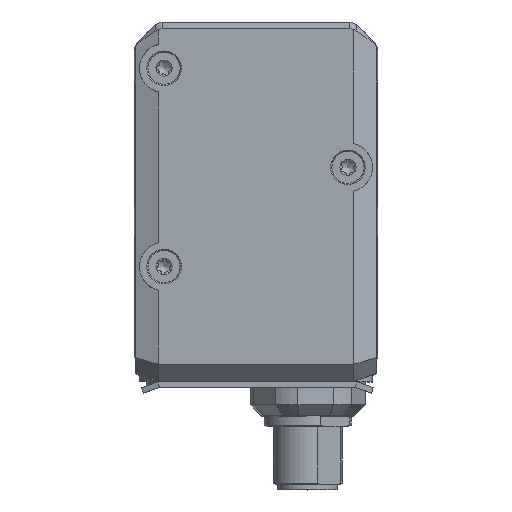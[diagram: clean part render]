
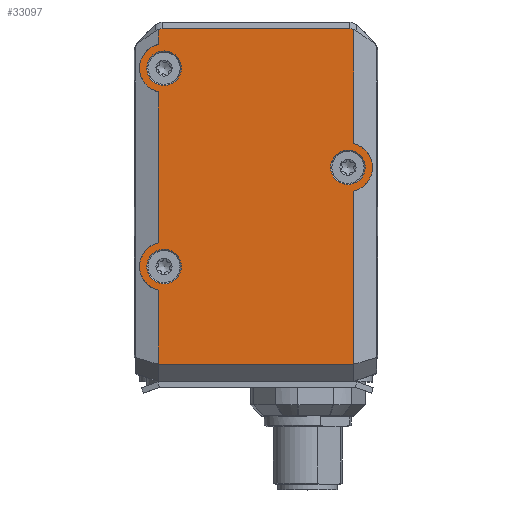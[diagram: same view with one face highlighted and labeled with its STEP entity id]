
A CAD part, top view. The second image highlights one B-rep face of the part: STEP entity #33097.
In plain terms, the highlighted planar face has unit normal (0, 0, 1).
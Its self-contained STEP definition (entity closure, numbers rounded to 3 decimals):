
#549=ELLIPSE('',#35164,2.309,2.);
#550=ELLIPSE('',#35167,2.309,2.);
#2047=FACE_BOUND('',#6485,.T.);
#2048=FACE_BOUND('',#6486,.T.);
#2049=FACE_BOUND('',#6487,.T.);
#2719=PLANE('',#35217);
#4658=FACE_OUTER_BOUND('',#6484,.T.);
#6484=EDGE_LOOP('',(#28500,#28501,#28502,#28503,#28504,#28505,#28506,#28507,
#28508,#28509,#28510,#28511));
#6485=EDGE_LOOP('',(#28512));
#6486=EDGE_LOOP('',(#28513));
#6487=EDGE_LOOP('',(#28514));
#8936=LINE('',#59942,#11366);
#8947=LINE('',#59965,#11377);
#8950=LINE('',#59978,#11380);
#8951=LINE('',#59979,#11381);
#8959=LINE('',#60021,#11389);
#8960=LINE('',#60023,#11390);
#8961=LINE('',#60026,#11391);
#11366=VECTOR('',#41430,10.);
#11377=VECTOR('',#41455,10.);
#11380=VECTOR('',#41470,10.);
#11381=VECTOR('',#41471,10.);
#11389=VECTOR('',#41519,10.);
#11390=VECTOR('',#41520,10.);
#11391=VECTOR('',#41523,10.);
#12294=CIRCLE('',#35194,4.25);
#12295=CIRCLE('',#35196,4.25);
#12296=CIRCLE('',#35198,4.25);
#12312=CIRCLE('',#35218,3.);
#12313=CIRCLE('',#35219,3.);
#12314=CIRCLE('',#35220,3.);
#15145=VERTEX_POINT('',#59938);
#15147=VERTEX_POINT('',#59941);
#15150=VERTEX_POINT('',#59957);
#15151=VERTEX_POINT('',#59959);
#15152=VERTEX_POINT('',#59963);
#15153=VERTEX_POINT('',#59967);
#15155=VERTEX_POINT('',#59975);
#15156=VERTEX_POINT('',#59976);
#15169=VERTEX_POINT('',#60018);
#15170=VERTEX_POINT('',#60019);
#15171=VERTEX_POINT('',#60022);
#15172=VERTEX_POINT('',#60024);
#15188=VERTEX_POINT('',#60070);
#15189=VERTEX_POINT('',#60072);
#15190=VERTEX_POINT('',#60074);
#19664=EDGE_CURVE('',#15145,#15147,#8936,.T.);
#19674=EDGE_CURVE('',#15150,#15151,#549,.T.);
#19677=EDGE_CURVE('',#15151,#15152,#8947,.T.);
#19678=EDGE_CURVE('',#15152,#15153,#550,.T.);
#19683=EDGE_CURVE('',#15156,#15145,#8950,.T.);
#19684=EDGE_CURVE('',#15153,#15155,#8951,.T.);
#19703=EDGE_CURVE('',#15170,#15150,#8959,.T.);
#19704=EDGE_CURVE('',#15147,#15171,#8960,.T.);
#19706=EDGE_CURVE('',#15172,#15169,#8961,.T.);
#19707=EDGE_CURVE('',#15155,#15156,#12294,.T.);
#19708=EDGE_CURVE('',#15171,#15172,#12295,.T.);
#19709=EDGE_CURVE('',#15169,#15170,#12296,.T.);
#19728=EDGE_CURVE('',#15188,#15188,#12312,.T.);
#19729=EDGE_CURVE('',#15189,#15189,#12313,.T.);
#19730=EDGE_CURVE('',#15190,#15190,#12314,.T.);
#28500=ORIENTED_EDGE('',*,*,#19706,.F.);
#28501=ORIENTED_EDGE('',*,*,#19708,.F.);
#28502=ORIENTED_EDGE('',*,*,#19704,.F.);
#28503=ORIENTED_EDGE('',*,*,#19664,.F.);
#28504=ORIENTED_EDGE('',*,*,#19683,.F.);
#28505=ORIENTED_EDGE('',*,*,#19707,.F.);
#28506=ORIENTED_EDGE('',*,*,#19684,.F.);
#28507=ORIENTED_EDGE('',*,*,#19678,.F.);
#28508=ORIENTED_EDGE('',*,*,#19677,.F.);
#28509=ORIENTED_EDGE('',*,*,#19674,.F.);
#28510=ORIENTED_EDGE('',*,*,#19703,.F.);
#28511=ORIENTED_EDGE('',*,*,#19709,.F.);
#28512=ORIENTED_EDGE('',*,*,#19728,.T.);
#28513=ORIENTED_EDGE('',*,*,#19729,.T.);
#28514=ORIENTED_EDGE('',*,*,#19730,.T.);
#33097=ADVANCED_FACE('',(#4658,#2047,#2048,#2049),#2719,.T.);
#35164=AXIS2_PLACEMENT_3D('',#59960,#41449,#41450);
#35167=AXIS2_PLACEMENT_3D('',#59968,#41458,#41459);
#35194=AXIS2_PLACEMENT_3D('',#60028,#41526,#41527);
#35196=AXIS2_PLACEMENT_3D('',#60030,#41530,#41531);
#35198=AXIS2_PLACEMENT_3D('',#60032,#41534,#41535);
#35217=AXIS2_PLACEMENT_3D('',#60069,#41575,#41576);
#35218=AXIS2_PLACEMENT_3D('',#60071,#41577,#41578);
#35219=AXIS2_PLACEMENT_3D('',#60073,#41579,#41580);
#35220=AXIS2_PLACEMENT_3D('',#60075,#41581,#41582);
#41430=DIRECTION('',(-1.,0.,0.));
#41449=DIRECTION('center_axis',(0.,0.,
-1.));
#41450=DIRECTION('ref_axis',(0.,1.,0.));
#41455=DIRECTION('',(1.,0.,0.));
#41458=DIRECTION('center_axis',(0.,0.,
-1.));
#41459=DIRECTION('ref_axis',(0.,1.,0.));
#41470=DIRECTION('',(0.,-1.,0.));
#41471=DIRECTION('',(0.,-1.,0.));
#41519=DIRECTION('',(0.,1.,0.));
#41520=DIRECTION('',(0.,1.,0.));
#41523=DIRECTION('',(0.,1.,0.));
#41526=DIRECTION('center_axis',(0.,0.,
-1.));
#41527=DIRECTION('ref_axis',(0.,1.,0.));
#41530=DIRECTION('center_axis',(0.,0.,
-1.));
#41531=DIRECTION('ref_axis',(0.,1.,0.));
#41534=DIRECTION('center_axis',(0.,0.,
-1.));
#41535=DIRECTION('ref_axis',(0.,1.,0.));
#41575=DIRECTION('center_axis',(0.,0.,
1.));
#41576=DIRECTION('ref_axis',(-1.,0.,0.));
#41577=DIRECTION('center_axis',(0.,0.,
-1.));
#41578=DIRECTION('ref_axis',(0.,1.,0.));
#41579=DIRECTION('center_axis',(0.,0.,
-1.));
#41580=DIRECTION('ref_axis',(0.,1.,0.));
#41581=DIRECTION('center_axis',(0.,0.,
-1.));
#41582=DIRECTION('ref_axis',(0.,1.,0.));
#59938=CARTESIAN_POINT('',(17.,-38.5,89.));
#59941=CARTESIAN_POINT('',(-17.,-38.5,89.));
#59942=CARTESIAN_POINT('',(21.,-38.5,89.));
#59957=CARTESIAN_POINT('',(-17.,19.699,89.));
#59959=CARTESIAN_POINT('',(-16.3,19.845,89.));
#59960=CARTESIAN_POINT('Origin',(-16.3,17.536,89.));
#59963=CARTESIAN_POINT('',(16.3,19.845,89.));
#59965=CARTESIAN_POINT('',(21.,19.845,89.));
#59967=CARTESIAN_POINT('',(17.,19.699,89.));
#59968=CARTESIAN_POINT('Origin',(16.3,17.536,89.));
#59975=CARTESIAN_POINT('',(17.,-0.119,89.));
#59976=CARTESIAN_POINT('',(17.,-8.381,89.));
#59978=CARTESIAN_POINT('',(17.,-30.916,89.));
#59979=CARTESIAN_POINT('',(17.,-30.916,89.));
#60018=CARTESIAN_POINT('',(-17.,8.869,89.));
#60019=CARTESIAN_POINT('',(-17.,17.131,89.));
#60021=CARTESIAN_POINT('',(-17.,-30.916,89.));
#60022=CARTESIAN_POINT('',(-17.,-25.631,89.));
#60023=CARTESIAN_POINT('',(-17.,-30.916,89.));
#60024=CARTESIAN_POINT('',(-17.,-17.369,89.));
#60026=CARTESIAN_POINT('',(-17.,-30.916,89.));
#60028=CARTESIAN_POINT('Origin',(16.,-4.25,89.));
#60030=CARTESIAN_POINT('Origin',(-16.,-21.5,89.));
#60032=CARTESIAN_POINT('Origin',(-16.,13.,89.));
#60069=CARTESIAN_POINT('Origin',(-16.,13.,89.));
#60070=CARTESIAN_POINT('',(16.,-7.25,89.));
#60071=CARTESIAN_POINT('Origin',(16.,-4.25,89.));
#60072=CARTESIAN_POINT('',(-16.,-24.5,89.));
#60073=CARTESIAN_POINT('Origin',(-16.,-21.5,89.));
#60074=CARTESIAN_POINT('',(-16.,10.,89.));
#60075=CARTESIAN_POINT('Origin',(-16.,13.,89.));
